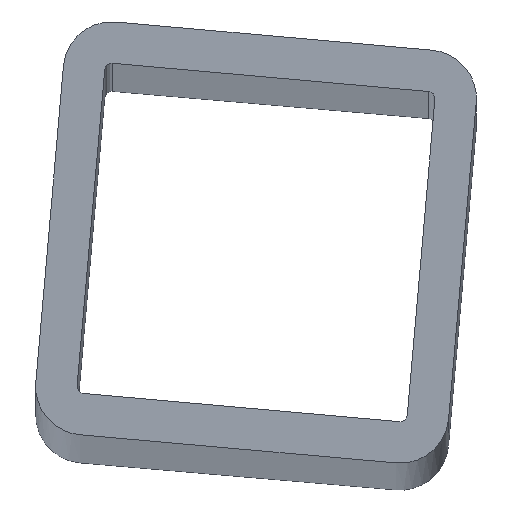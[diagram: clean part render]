
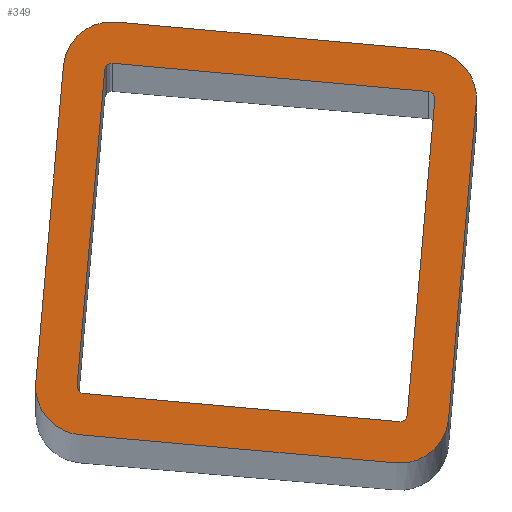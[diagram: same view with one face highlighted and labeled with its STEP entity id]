
A CAD part, top view. The second image highlights one B-rep face of the part: STEP entity #349.
In plain terms, the highlighted planar face has unit normal (0.704, -0.062, 0.707).
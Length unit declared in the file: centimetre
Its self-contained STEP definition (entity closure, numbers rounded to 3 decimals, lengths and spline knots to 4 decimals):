
#19=FACE_BOUND('',#67,.T.);
#29=PLANE('',#385);
#47=FACE_OUTER_BOUND('',#66,.T.);
#66=EDGE_LOOP('',(#308,#309,#310,#311,#312,#313,#314,#315));
#67=EDGE_LOOP('',(#316,#317,#318,#319,#320,#321,#322,#323));
#68=ELLIPSE('',#353,0.495,0.35);
#70=ELLIPSE('',#357,0.495,0.35);
#72=ELLIPSE('',#361,0.495,0.35);
#74=ELLIPSE('',#365,0.495,0.35);
#80=ELLIPSE('',#375,0.0707,0.05);
#81=ELLIPSE('',#378,0.0707,0.05);
#82=ELLIPSE('',#381,0.0707,0.05);
#83=ELLIPSE('',#384,0.0707,0.05);
#87=LINE('',#502,#119);
#91=LINE('',#514,#123);
#95=LINE('',#526,#127);
#98=LINE('',#535,#130);
#105=LINE('',#558,#137);
#109=LINE('',#567,#141);
#112=LINE('',#575,#144);
#115=LINE('',#583,#147);
#119=VECTOR('',#399,2.3);
#123=VECTOR('',#411,3.2527);
#127=VECTOR('',#423,2.3);
#130=VECTOR('',#434,3.2527);
#137=VECTOR('',#453,3.2527);
#141=VECTOR('',#463,1.);
#144=VECTOR('',#472,3.2527);
#147=VECTOR('',#481,2.3);
#148=VERTEX_POINT('',#490);
#150=VERTEX_POINT('',#493);
#153=VERTEX_POINT('',#500);
#154=VERTEX_POINT('',#505);
#157=VERTEX_POINT('',#512);
#158=VERTEX_POINT('',#517);
#161=VERTEX_POINT('',#524);
#162=VERTEX_POINT('',#529);
#172=VERTEX_POINT('',#555);
#173=VERTEX_POINT('',#557);
#174=VERTEX_POINT('',#561);
#175=VERTEX_POINT('',#565);
#176=VERTEX_POINT('',#569);
#177=VERTEX_POINT('',#573);
#178=VERTEX_POINT('',#577);
#179=VERTEX_POINT('',#581);
#181=EDGE_CURVE('',#150,#148,#68,.T.);
#185=EDGE_CURVE('',#153,#148,#87,.T.);
#188=EDGE_CURVE('',#153,#154,#70,.T.);
#191=EDGE_CURVE('',#154,#157,#91,.T.);
#194=EDGE_CURVE('',#157,#158,#72,.T.);
#197=EDGE_CURVE('',#161,#158,#95,.T.);
#200=EDGE_CURVE('',#161,#162,#74,.T.);
#202=EDGE_CURVE('',#162,#150,#98,.T.);
#213=EDGE_CURVE('',#173,#172,#105,.T.);
#216=EDGE_CURVE('',#172,#174,#80,.T.);
#218=EDGE_CURVE('',#175,#174,#109,.T.);
#220=EDGE_CURVE('',#175,#176,#81,.T.);
#222=EDGE_CURVE('',#176,#177,#112,.T.);
#224=EDGE_CURVE('',#177,#178,#82,.T.);
#226=EDGE_CURVE('',#179,#178,#115,.T.);
#227=EDGE_CURVE('',#179,#173,#83,.T.);
#308=ORIENTED_EDGE('',*,*,#181,.T.);
#309=ORIENTED_EDGE('',*,*,#185,.F.);
#310=ORIENTED_EDGE('',*,*,#188,.T.);
#311=ORIENTED_EDGE('',*,*,#191,.T.);
#312=ORIENTED_EDGE('',*,*,#194,.T.);
#313=ORIENTED_EDGE('',*,*,#197,.F.);
#314=ORIENTED_EDGE('',*,*,#200,.T.);
#315=ORIENTED_EDGE('',*,*,#202,.T.);
#316=ORIENTED_EDGE('',*,*,#213,.T.);
#317=ORIENTED_EDGE('',*,*,#216,.T.);
#318=ORIENTED_EDGE('',*,*,#218,.F.);
#319=ORIENTED_EDGE('',*,*,#220,.T.);
#320=ORIENTED_EDGE('',*,*,#222,.T.);
#321=ORIENTED_EDGE('',*,*,#224,.T.);
#322=ORIENTED_EDGE('',*,*,#226,.F.);
#323=ORIENTED_EDGE('',*,*,#227,.T.);
#349=ADVANCED_FACE('',(#47,#19),#29,.F.);
#353=AXIS2_PLACEMENT_3D('',#494,#391,#392);
#357=AXIS2_PLACEMENT_3D('',#508,#404,#405);
#361=AXIS2_PLACEMENT_3D('',#520,#416,#417);
#365=AXIS2_PLACEMENT_3D('',#532,#428,#429);
#375=AXIS2_PLACEMENT_3D('',#563,#458,#459);
#378=AXIS2_PLACEMENT_3D('',#571,#467,#468);
#381=AXIS2_PLACEMENT_3D('',#579,#476,#477);
#384=AXIS2_PLACEMENT_3D('',#585,#484,#485);
#385=AXIS2_PLACEMENT_3D('',#586,#486,#487);
#391=DIRECTION('center_axis',(0.704,-0.062,0.707));
#392=DIRECTION('ref_axis',(0.704,-0.062,-0.707));
#399=DIRECTION('',(0.087,0.996,0.));
#404=DIRECTION('center_axis',(0.704,-0.062,0.707));
#405=DIRECTION('ref_axis',(0.704,-0.062,-0.707));
#411=DIRECTION('',(0.704,-0.062,-0.707));
#416=DIRECTION('center_axis',(0.704,-0.062,0.707));
#417=DIRECTION('ref_axis',(0.704,-0.062,-0.707));
#423=DIRECTION('',(-0.087,-0.996,0.));
#428=DIRECTION('center_axis',(0.704,-0.062,0.707));
#429=DIRECTION('ref_axis',(0.704,-0.062,-0.707));
#434=DIRECTION('',(-0.704,0.062,0.707));
#453=DIRECTION('',(0.704,-0.062,-0.707));
#458=DIRECTION('center_axis',(-0.704,0.062,-0.707));
#459=DIRECTION('ref_axis',(0.704,-0.062,-0.707));
#463=DIRECTION('',(0.087,0.996,0.));
#467=DIRECTION('center_axis',(-0.704,0.062,-0.707));
#468=DIRECTION('ref_axis',(0.704,-0.062,-0.707));
#472=DIRECTION('',(-0.704,0.062,0.707));
#476=DIRECTION('center_axis',(-0.704,0.062,-0.707));
#477=DIRECTION('ref_axis',(0.704,-0.062,-0.707));
#481=DIRECTION('',(-0.087,-0.996,0.));
#484=DIRECTION('center_axis',(-0.704,0.062,-0.707));
#485=DIRECTION('ref_axis',(0.704,-0.062,-0.707));
#486=DIRECTION('center_axis',(-0.704,0.062,-0.707));
#487=DIRECTION('ref_axis',(-0.704,0.062,0.707));
#490=CARTESIAN_POINT('',(102.6059,18.576,58.7));
#493=CARTESIAN_POINT('',(102.9851,18.8942,58.35));
#494=CARTESIAN_POINT('Origin',(102.9546,18.5455,58.35));
#500=CARTESIAN_POINT('',(102.4055,16.2847,58.7));
#502=CARTESIAN_POINT('',(102.4055,16.2847,58.7));
#505=CARTESIAN_POINT('',(102.7236,15.9056,58.35));
#508=CARTESIAN_POINT('Origin',(102.7541,16.2542,58.35));
#512=CARTESIAN_POINT('',(105.0149,15.7051,56.05));
#514=CARTESIAN_POINT('',(102.7236,15.9056,58.35));
#517=CARTESIAN_POINT('',(105.3941,16.0233,55.7));
#520=CARTESIAN_POINT('Origin',(105.0454,16.0538,56.05));
#524=CARTESIAN_POINT('',(105.5945,18.3145,55.7));
#526=CARTESIAN_POINT('',(105.5945,18.3145,55.7));
#529=CARTESIAN_POINT('',(105.2764,18.6937,56.05));
#532=CARTESIAN_POINT('Origin',(105.2459,18.345,56.05));
#535=CARTESIAN_POINT('',(105.2764,18.6937,56.05));
#555=CARTESIAN_POINT('',(105.2502,18.3948,56.05));
#557=CARTESIAN_POINT('',(102.959,18.5953,58.35));
#558=CARTESIAN_POINT('',(102.959,18.5953,58.35));
#561=CARTESIAN_POINT('',(105.2957,18.3414,56.));
#563=CARTESIAN_POINT('Origin',(105.2459,18.345,56.05));
#565=CARTESIAN_POINT('',(105.0952,16.0494,56.));
#567=CARTESIAN_POINT('',(105.3109,18.515,56.));
#569=CARTESIAN_POINT('',(105.041,16.004,56.05));
#571=CARTESIAN_POINT('Origin',(105.0454,16.0538,56.05));
#573=CARTESIAN_POINT('',(102.7498,16.2044,58.35));
#575=CARTESIAN_POINT('',(105.041,16.004,56.05));
#577=CARTESIAN_POINT('',(102.7043,16.2586,58.4));
#579=CARTESIAN_POINT('Origin',(102.7541,16.2542,58.35));
#581=CARTESIAN_POINT('',(102.9048,18.5498,58.4));
#583=CARTESIAN_POINT('',(102.9048,18.5498,58.4));
#585=CARTESIAN_POINT('Origin',(102.9546,18.5455,58.35));
#586=CARTESIAN_POINT('Origin',(105.625,18.6632,55.7));
